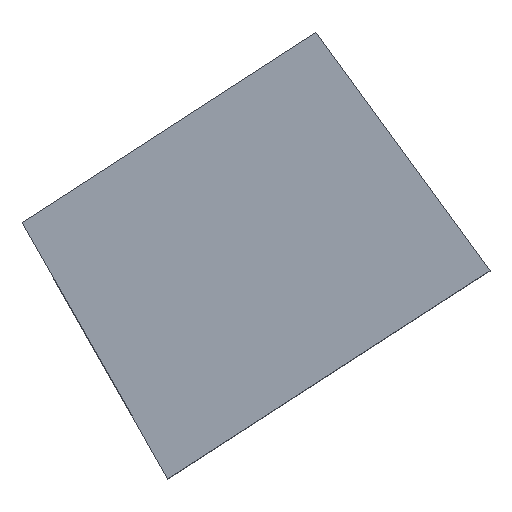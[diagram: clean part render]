
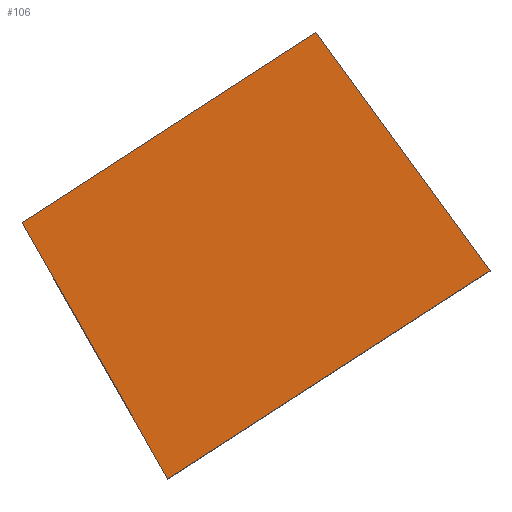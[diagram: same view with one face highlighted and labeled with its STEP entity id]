
A CAD part, top view. The second image highlights one B-rep face of the part: STEP entity #106.
In plain terms, the highlighted planar face has unit normal (0, 0, 1).
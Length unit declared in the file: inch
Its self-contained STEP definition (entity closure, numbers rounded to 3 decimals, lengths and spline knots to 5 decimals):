
#20=FACE_OUTER_BOUND('',#26,.T.);
#26=EDGE_LOOP('',(#91,#92,#93,#94));
#27=LINE('',#157,#39);
#31=LINE('',#165,#43);
#34=LINE('',#171,#46);
#37=LINE('',#176,#49);
#39=VECTOR('',#131,0.3937);
#43=VECTOR('',#137,0.3937);
#46=VECTOR('',#142,0.3937);
#49=VECTOR('',#147,0.3937);
#51=VERTEX_POINT('',#155);
#52=VERTEX_POINT('',#156);
#55=VERTEX_POINT('',#164);
#57=VERTEX_POINT('',#170);
#59=EDGE_CURVE('',#51,#52,#27,.T.);
#63=EDGE_CURVE('',#52,#55,#31,.T.);
#66=EDGE_CURVE('',#55,#57,#34,.T.);
#69=EDGE_CURVE('',#57,#51,#37,.T.);
#91=ORIENTED_EDGE('',*,*,#66,.F.);
#92=ORIENTED_EDGE('',*,*,#63,.F.);
#93=ORIENTED_EDGE('',*,*,#59,.F.);
#94=ORIENTED_EDGE('',*,*,#69,.F.);
#100=PLANE('',#126);
#106=ADVANCED_FACE('',(#20),#100,.T.);
#126=AXIS2_PLACEMENT_3D('',#179,#151,#152);
#131=DIRECTION('',(-0.494,0.869,0.));
#137=DIRECTION('',(0.84,0.543,0.));
#142=DIRECTION('',(0.59,-0.808,0.));
#147=DIRECTION('',(-0.84,-0.543,0.));
#151=DIRECTION('center_axis',(0.,0.,1.));
#152=DIRECTION('ref_axis',(1.,0.,0.));
#155=CARTESIAN_POINT('',(142.48806,-250.28215,34.));
#156=CARTESIAN_POINT('',(130.12873,-228.5509,34.));
#157=CARTESIAN_POINT('',(132.96401,-233.53613,34.));
#164=CARTESIAN_POINT('',(155.01639,-212.45922,34.));
#165=CARTESIAN_POINT('',(152.24203,-214.25304,34.));
#170=CARTESIAN_POINT('',(169.76139,-232.64796,34.));
#171=CARTESIAN_POINT('',(166.0466,-227.5617,34.));
#176=CARTESIAN_POINT('',(152.75395,-243.6445,34.));
#179=CARTESIAN_POINT('Origin',(156.41726,-226.7952,34.));
